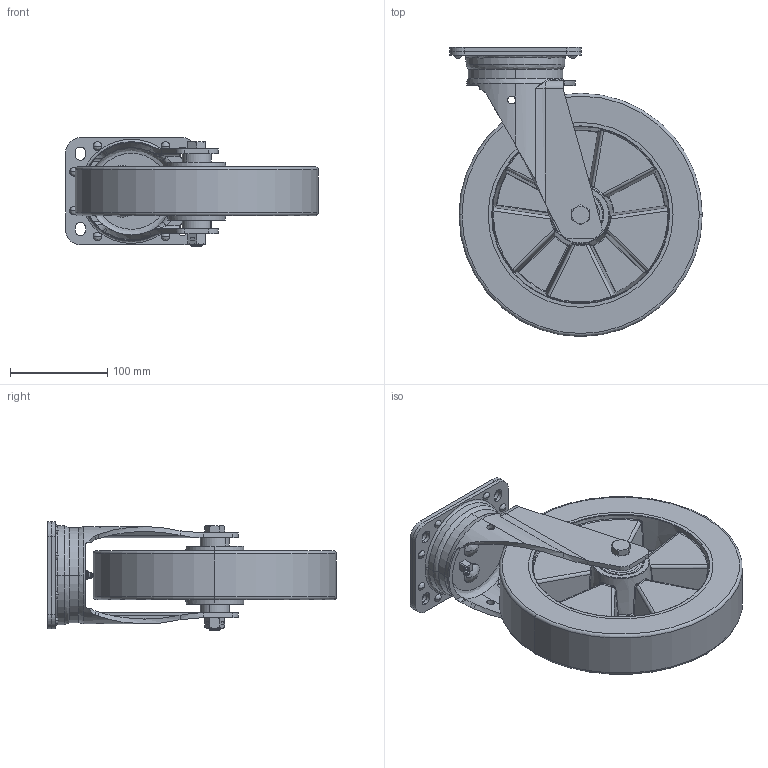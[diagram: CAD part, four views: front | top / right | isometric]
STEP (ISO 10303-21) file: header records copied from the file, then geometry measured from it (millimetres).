
FILE_DESCRIPTION (( 'STEP AP214' ), '1' );
FILE_NAME ('0040386_L-IG-EPUA-250-K-3_(A-01).step', '2020-02-03T09:05:06', ( '' ), ( '' ), 'SwSTEP 2.0', 'SolidWorks 2018', '' );
FILE_SCHEMA (( 'AUTOMOTIVE_DESIGN' ));
Length unit declared in the file: millimetre
Products named in the file (1): 0040386_L-IG-EPUA-250-K-3_(A-01)
Bounding box: 259.5 x 297 x 111.5 mm (x, y, z)
Surface area: 406686.8 mm2 (no closed solid volume)
Topology: 0 solids, 44 shells, 750 faces, 1749 edges, 1057 vertices
Faces by surface type: cylinder 198, plane 182, bspline 154, torus 107, cone 64, sphere 45
Entity records: 40219 total; most frequent: CARTESIAN_POINT 15530, DIRECTION 3366, ORIENTED_EDGE 3324, EDGE_CURVE 1743, AXIS2_PLACEMENT_3D 1435, VERTEX_POINT 1057, CIRCLE 838, EDGE_LOOP 822
